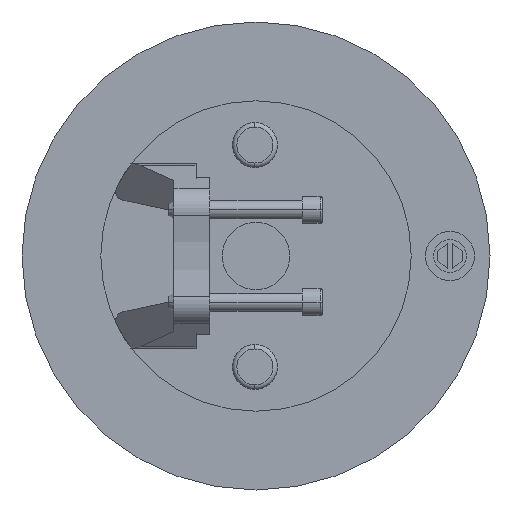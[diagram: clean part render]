
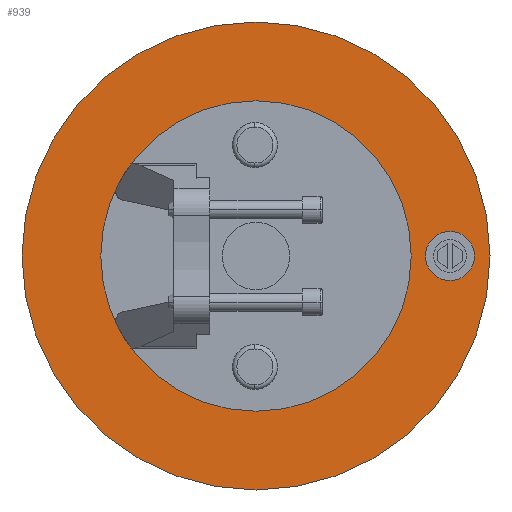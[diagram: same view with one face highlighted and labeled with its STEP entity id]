
A CAD part, front view. The second image highlights one B-rep face of the part: STEP entity #939.
In plain terms, the highlighted planar face has unit normal (0, -1, 0).
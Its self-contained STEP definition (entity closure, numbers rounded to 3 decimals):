
#4 = VERTEX_POINT ( 'NONE', #3919 ) ;
#116 = FACE_BOUND ( 'NONE', #1576, .T. ) ;
#216 = CARTESIAN_POINT ( 'NONE',  ( 0., 81., 34.5 ) ) ;
#324 = CIRCLE ( 'NONE', #2385, 52. ) ;
#372 = EDGE_CURVE ( 'NONE', #4689, #4791, #4760, .T. ) ;
#450 = DIRECTION ( 'NONE',  ( 0., 0., 1. ) ) ;
#541 = CIRCLE ( 'NONE', #3677, 3. ) ;
#610 = EDGE_LOOP ( 'NONE', ( #1559, #4232 ) ) ;
#939 = ADVANCED_FACE ( 'NONE', ( #116, #3953, #4416 ), #5252, .F. ) ;
#978 = AXIS2_PLACEMENT_3D ( 'NONE', #4838, #3101, #3568 ) ;
#1027 = VERTEX_POINT ( 'NONE', #5193 ) ;
#1076 = EDGE_CURVE ( 'NONE', #2642, #4521, #5312, .T. ) ;
#1080 = ORIENTED_EDGE ( 'NONE', *, *, #2434, .F. ) ;
#1083 = DIRECTION ( 'NONE',  ( 0., 0., 1. ) ) ;
#1262 = CIRCLE ( 'NONE', #978, 34.5 ) ;
#1287 = EDGE_LOOP ( 'NONE', ( #1080, #3278 ) ) ;
#1524 = CARTESIAN_POINT ( 'NONE',  ( 43.101, 81., 0. ) ) ;
#1559 = ORIENTED_EDGE ( 'NONE', *, *, #2891, .T. ) ;
#1576 = EDGE_LOOP ( 'NONE', ( #4662, #5480 ) ) ;
#1595 = CARTESIAN_POINT ( 'NONE',  ( 0., 81., 0. ) ) ;
#1752 = AXIS2_PLACEMENT_3D ( 'NONE', #5310, #2995, #3022 ) ;
#1773 = EDGE_CURVE ( 'NONE', #4, #1027, #324, .T. ) ;
#1980 = DIRECTION ( 'NONE',  ( 0., 0., 1. ) ) ;
#2010 = DIRECTION ( 'NONE',  ( 0., 1., 0. ) ) ;
#2385 = AXIS2_PLACEMENT_3D ( 'NONE', #2496, #3268, #3770 ) ;
#2434 = EDGE_CURVE ( 'NONE', #1027, #4, #4800, .T. ) ;
#2473 = AXIS2_PLACEMENT_3D ( 'NONE', #1595, #5443, #3366 ) ;
#2496 = CARTESIAN_POINT ( 'NONE',  ( 0., 81., 0. ) ) ;
#2642 = VERTEX_POINT ( 'NONE', #5067 ) ;
#2817 = DIRECTION ( 'NONE',  ( 0., -1., 0. ) ) ;
#2861 = AXIS2_PLACEMENT_3D ( 'NONE', #5316, #2010, #1083 ) ;
#2891 = EDGE_CURVE ( 'NONE', #4791, #4689, #1262, .T. ) ;
#2995 = DIRECTION ( 'NONE',  ( 0., 1., 0. ) ) ;
#3022 = DIRECTION ( 'NONE',  ( 0., 0., 1. ) ) ;
#3061 = CARTESIAN_POINT ( 'NONE',  ( 43.101, 81., 0. ) ) ;
#3101 = DIRECTION ( 'NONE',  ( 0., 1., 0. ) ) ;
#3268 = DIRECTION ( 'NONE',  ( 0., 1., 0. ) ) ;
#3278 = ORIENTED_EDGE ( 'NONE', *, *, #1773, .F. ) ;
#3344 = EDGE_CURVE ( 'NONE', #4521, #2642, #541, .T. ) ;
#3366 = DIRECTION ( 'NONE',  ( 0., 0., 1. ) ) ;
#3568 = DIRECTION ( 'NONE',  ( 0., 0., 1. ) ) ;
#3677 = AXIS2_PLACEMENT_3D ( 'NONE', #1524, #2817, #1980 ) ;
#3770 = DIRECTION ( 'NONE',  ( 0., 0., 1. ) ) ;
#3919 = CARTESIAN_POINT ( 'NONE',  ( 0., 81., 52. ) ) ;
#3953 = FACE_BOUND ( 'NONE', #610, .T. ) ;
#4232 = ORIENTED_EDGE ( 'NONE', *, *, #372, .T. ) ;
#4416 = FACE_OUTER_BOUND ( 'NONE', #1287, .T. ) ;
#4417 = AXIS2_PLACEMENT_3D ( 'NONE', #3061, #5165, #450 ) ;
#4521 = VERTEX_POINT ( 'NONE', #5473 ) ;
#4662 = ORIENTED_EDGE ( 'NONE', *, *, #1076, .F. ) ;
#4689 = VERTEX_POINT ( 'NONE', #216 ) ;
#4760 = CIRCLE ( 'NONE', #2473, 34.5 ) ;
#4791 = VERTEX_POINT ( 'NONE', #5235 ) ;
#4800 = CIRCLE ( 'NONE', #2861, 52. ) ;
#4838 = CARTESIAN_POINT ( 'NONE',  ( 0., 81., 0. ) ) ;
#5067 = CARTESIAN_POINT ( 'NONE',  ( 43.101, 81., 3. ) ) ;
#5165 = DIRECTION ( 'NONE',  ( 0., -1., 0. ) ) ;
#5193 = CARTESIAN_POINT ( 'NONE',  ( 0., 81., -52. ) ) ;
#5235 = CARTESIAN_POINT ( 'NONE',  ( 0., 81., -34.5 ) ) ;
#5252 = PLANE ( 'NONE',  #1752 ) ;
#5310 = CARTESIAN_POINT ( 'NONE',  ( 0., 81., 0. ) ) ;
#5312 = CIRCLE ( 'NONE', #4417, 3. ) ;
#5316 = CARTESIAN_POINT ( 'NONE',  ( 0., 81., 0. ) ) ;
#5443 = DIRECTION ( 'NONE',  ( 0., 1., 0. ) ) ;
#5473 = CARTESIAN_POINT ( 'NONE',  ( 43.101, 81., -3. ) ) ;
#5480 = ORIENTED_EDGE ( 'NONE', *, *, #3344, .F. ) ;
